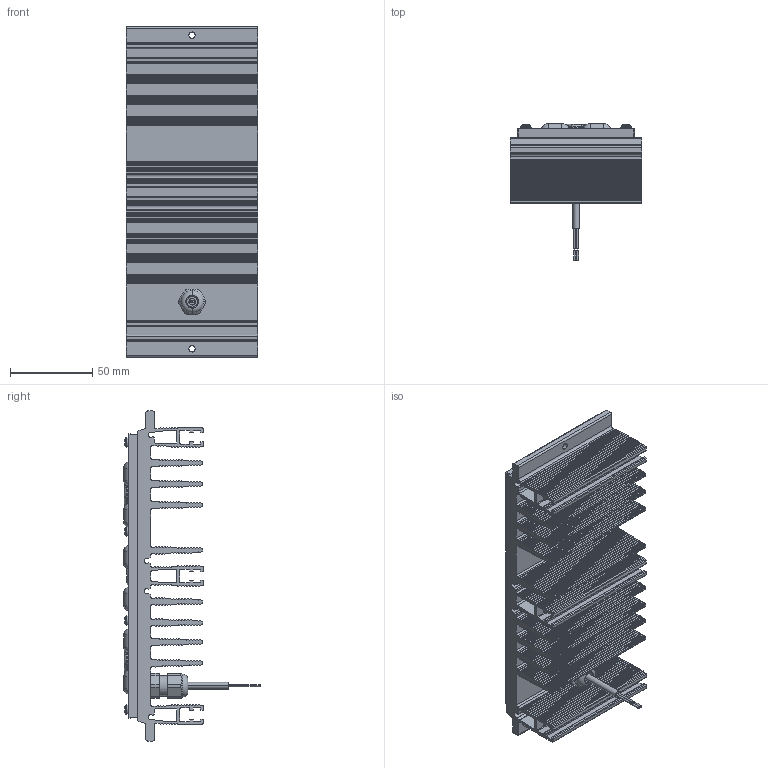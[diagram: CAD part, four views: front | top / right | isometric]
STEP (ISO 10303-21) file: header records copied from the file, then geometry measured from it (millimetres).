
FILE_DESCRIPTION(('Creo Elements/Direct Modeling STEP Export'),'2;1');
FILE_NAME('BREK_L1B2.stp','2020-10-16T 7:58:01',(''),(''),'Creo Elements/Direct Modeling STEP processor for AP214 (Solid Model)','Creo Elements/Direct Modeling 20.0E 23-Apr-2019 (C) Parametric Technology GmbH','');
FILE_SCHEMA(('AUTOMOTIVE_DESIGN { 1 0 10303 214 1 1 1 1 }'));
Products named in the file (2): BREK_L80
Assembly tree (1 placements, depth 2):
  BREK_L80
    BREK_L80
Bounding box: 80 x 83.07 x 201 mm (x, y, z)
Surface area: 160055.8 mm2 (no closed solid volume)
Topology: 0 solids, 13 shells, 3797 faces, 10467 edges, 6686 vertices
Faces by surface type: plane 2075, cylinder 614, bspline 415, torus 353, cone 161, revolution 82, sphere 61, extrusion 36
Full cylindrical faces by diameter (mm): 12.5 x2
Entity records: 149061 total; most frequent: CARTESIAN_POINT 59549, ORIENTED_EDGE 20786, DIRECTION 15500, EDGE_CURVE 10399, VERTEX_POINT 6684, VECTOR 5806, LINE 5770, AXIS2_PLACEMENT_3D 4810
